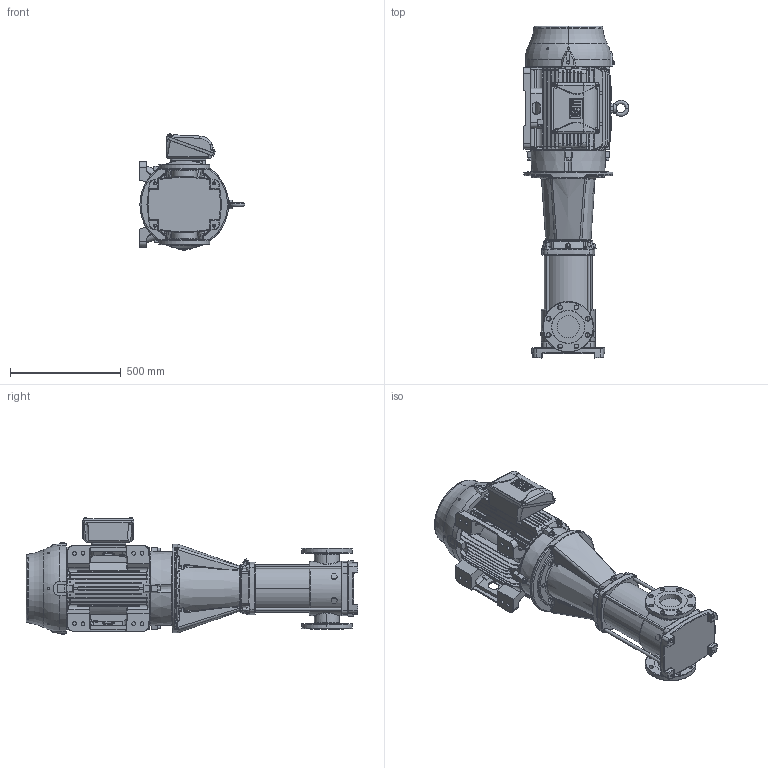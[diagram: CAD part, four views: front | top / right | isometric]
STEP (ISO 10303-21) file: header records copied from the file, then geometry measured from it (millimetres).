
FILE_DESCRIPTION (( 'STEP AP203' ), '1' );
FILE_NAME ('3350138 - MVI-320-3_1-40 HP-324TSC-304-E-575~3.step', '2022-03-31T15:36:15', ( '' ), ( '' ), 'SwSTEP 2.0', 'SolidWorks 2021', '' );
FILE_SCHEMA (( 'CONFIG_CONTROL_DESIGN' ));
Length unit declared in the file: inch
Products named in the file (5): MVI PEO - [304-EPDM]_3304138 - MVI-320-3_1-40 HP-324TSC-304-E-S; 2700109 - NEMA V2 40 HP 324_6TSC 575~3 TEFC W; 3304138 - MVI-320-3_1-40 HP-324TSC-304-E-S; 3350138 - MVI-320-3_1-40 HP-324TSC-304-E-575~3; TEFC MOTOR_2700109 -NEMA V2 40 HP 324_6TSC 575~3 TEFC W
Assembly tree (4 placements, depth 3):
  3350138 - MVI-320-3_1-40 HP-324TSC-304-E-575~3
    MVI PEO - [304-EPDM]_3304138 - MVI-320-3_1-40 HP-324TSC-304-E-S
      3304138 - MVI-320-3_1-40 HP-324TSC-304-E-S
    TEFC MOTOR_2700109 -NEMA V2 40 HP 324_6TSC 575~3 TEFC W
      2700109 - NEMA V2 40 HP 324_6TSC 575~3 TEFC W
Bounding box: 476.19 x 1495.91 x 525.98 mm (x, y, z)
Volume: 111816097.3 mm3; surface area: 4248703.4 mm2
Topology: 16 solids, 25 shells, 3598 faces, 9740 edges, 6273 vertices
Faces by surface type: cylinder 1510, plane 997, bspline 546, torus 271, cone 238, sphere 36
Entity records: 156431 total; most frequent: CARTESIAN_POINT 70201, ORIENTED_EDGE 19360, DIRECTION 16377, EDGE_CURVE 9680, AXIS2_PLACEMENT_3D 6574, VERTEX_POINT 6270, EDGE_LOOP 3940, FACE_OUTER_BOUND 3596
